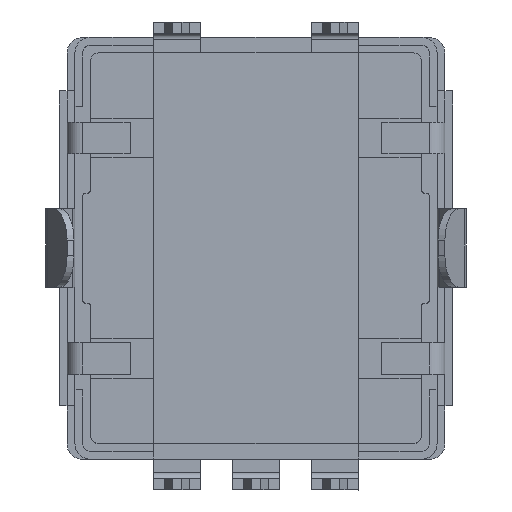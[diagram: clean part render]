
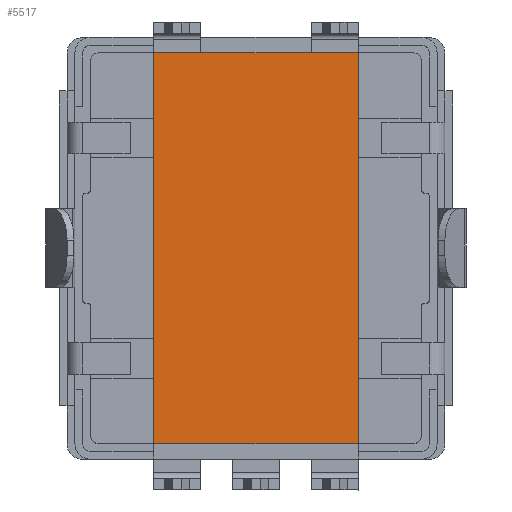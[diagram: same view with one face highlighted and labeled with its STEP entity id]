
A CAD part, top view. The second image highlights one B-rep face of the part: STEP entity #5517.
In plain terms, the highlighted planar face has unit normal (0, 0, 1).
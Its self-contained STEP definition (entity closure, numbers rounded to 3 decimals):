
#482 = EDGE_CURVE ( 'NONE', #8002, #6770, #1782, .T. ) ;
#505 = LINE ( 'NONE', #8670, #8905 ) ;
#937 = VECTOR ( 'NONE', #1182, 1000. ) ;
#1182 = DIRECTION ( 'NONE',  ( -1., 0., 0. ) ) ;
#1559 = VERTEX_POINT ( 'NONE', #6749 ) ;
#1768 = CARTESIAN_POINT ( 'NONE',  ( 6.691, 14.45, -1.001 ) ) ;
#1782 = LINE ( 'NONE', #8293, #9741 ) ;
#1866 = DIRECTION ( 'NONE',  ( 1., 0., 0. ) ) ;
#2178 = CARTESIAN_POINT ( 'NONE',  ( 8.691, 14.45, -1.001 ) ) ;
#2215 = VECTOR ( 'NONE', #1866, 1000. ) ;
#2297 = ORIENTED_EDGE ( 'NONE', *, *, #6050, .F. ) ;
#2550 = EDGE_CURVE ( 'NONE', #6878, #1559, #505, .T. ) ;
#3435 = EDGE_LOOP ( 'NONE', ( #2297, #5633, #5748, #5444 ) ) ;
#3463 = CARTESIAN_POINT ( 'NONE',  ( 15.191, 2.05, -1.001 ) ) ;
#3778 = DIRECTION ( 'NONE',  ( 0., 1., 0. ) ) ;
#3846 = CARTESIAN_POINT ( 'NONE',  ( 8.691, 2.05, -1.001 ) ) ;
#4246 = DIRECTION ( 'NONE',  ( 0., -1., 0. ) ) ;
#4597 = EDGE_CURVE ( 'NONE', #6878, #6770, #10251, .T. ) ;
#5037 = LINE ( 'NONE', #1768, #2215 ) ;
#5444 = ORIENTED_EDGE ( 'NONE', *, *, #2550, .T. ) ;
#5517 = ADVANCED_FACE ( 'NONE', ( #6242 ), #5546, .F. ) ;
#5546 = PLANE ( 'NONE',  #7266 ) ;
#5596 = DIRECTION ( 'NONE',  ( -1., 0., 0. ) ) ;
#5633 = ORIENTED_EDGE ( 'NONE', *, *, #482, .T. ) ;
#5748 = ORIENTED_EDGE ( 'NONE', *, *, #4597, .F. ) ;
#6050 = EDGE_CURVE ( 'NONE', #8002, #1559, #5037, .T. ) ;
#6242 = FACE_OUTER_BOUND ( 'NONE', #3435, .T. ) ;
#6396 = DIRECTION ( 'NONE',  ( 0., 0., -1. ) ) ;
#6749 = CARTESIAN_POINT ( 'NONE',  ( 15.191, 14.45, -1.001 ) ) ;
#6770 = VERTEX_POINT ( 'NONE', #3846 ) ;
#6878 = VERTEX_POINT ( 'NONE', #3463 ) ;
#7266 = AXIS2_PLACEMENT_3D ( 'NONE', #10225, #6396, #5596 ) ;
#8002 = VERTEX_POINT ( 'NONE', #2178 ) ;
#8293 = CARTESIAN_POINT ( 'NONE',  ( 8.691, 8.25, -1.001 ) ) ;
#8670 = CARTESIAN_POINT ( 'NONE',  ( 15.191, 8.25, -1.001 ) ) ;
#8905 = VECTOR ( 'NONE', #3778, 1000. ) ;
#9457 = CARTESIAN_POINT ( 'NONE',  ( 17.191, 2.05, -1.001 ) ) ;
#9741 = VECTOR ( 'NONE', #4246, 1000. ) ;
#10225 = CARTESIAN_POINT ( 'NONE',  ( 11.941, 8.25, -1.001 ) ) ;
#10251 = LINE ( 'NONE', #9457, #937 ) ;
